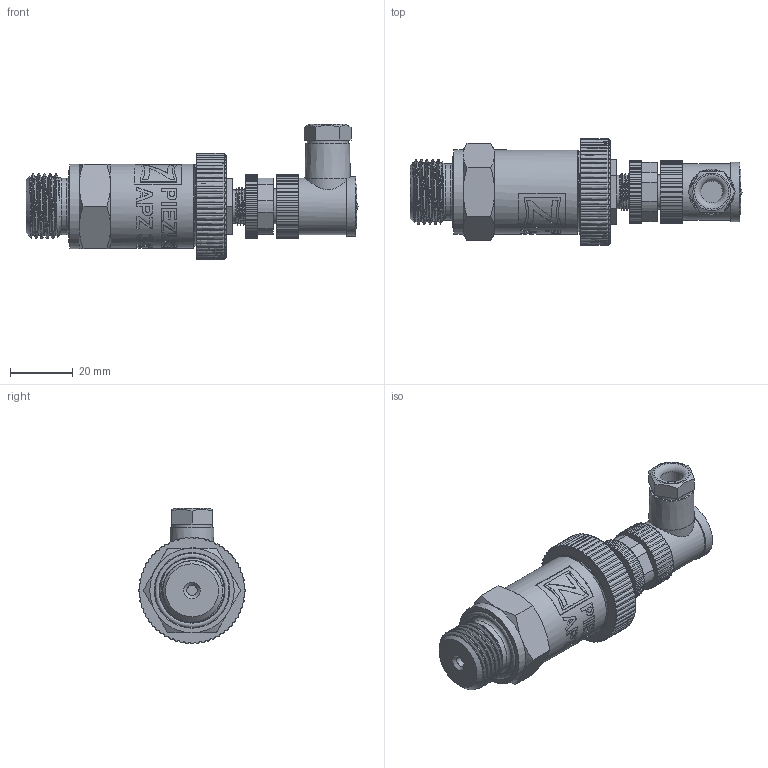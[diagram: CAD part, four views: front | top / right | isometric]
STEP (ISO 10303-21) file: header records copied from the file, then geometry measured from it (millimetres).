
FILE_DESCRIPTION(/* description */ (''),/* implementation_level */ '2;1');
FILE_NAME(/* name */ 'APZ3421_G1''2DIN_M12x1-angular.step',/* time_stamp */ '2021-06-23T11:35:56+03:00',/* author */ (''),/* organization */ (''),/* preprocessor_version */ 'ST-DEVELOPER v18.1',/* originating_system */ 'Autodesk Translation Framework v10.9.0.1377',/* authorisation */ '');
FILE_SCHEMA (('AUTOMOTIVE_DESIGN { 1 0 10303 214 3 1 1 }'));
Products named in the file (6): APZ3421_G1'2DIN_M12x1-angular; G1/2 DIN; OMAL nut M27x1.5 v8; M12x1 male v16; Ш100.000.002 v4; M12x1 female angular v10
Assembly tree (5 placements, depth 2):
  APZ3421_G1'2DIN_M12x1-angular
    G1/2 DIN
    OMAL nut M27x1.5 v8
    M12x1 male v16
    Ш100.000.002 v4
    M12x1 female angular v10
Bounding box: 106.07 x 34 x 43.2 mm (x, y, z)
Volume: 49038.4 mm3; surface area: 20068.5 mm2
Topology: 17 solids, 17 shells, 963 faces, 2656 edges, 1771 vertices
Faces by surface type: bspline 437, cylinder 319, plane 167, cone 28, torus 11, sphere 1
Full cylindrical faces by diameter (mm): 1 x12, 1.5 x4, 3.3 x1, 7 x1, 8 x1, 8.2 x1, 9.471 x2, 10.6 x2, 10.741 x6, 11.035 x4, 11.156 x1, 11.884 x5, 12.152 x4, 13 x1, 14 x1, 14.137 x4, 14.526 x1, 15.85 x3, 18 x2, 18.631 x4, 19 x1, 20.956 x1, 21.4 x2, 22.4 x1, 23.7 x1, 24.5 x1, 25.132 x4, 25.526 x4, 26.85 x4, 27 x1
Entity records: 71952 total; most frequent: CARTESIAN_POINT 49727, ORIENTED_EDGE 5312, DIRECTION 3400, EDGE_CURVE 2656, VERTEX_POINT 1771, AXIS2_PLACEMENT_3D 1181, LINE 1038, VECTOR 1038
